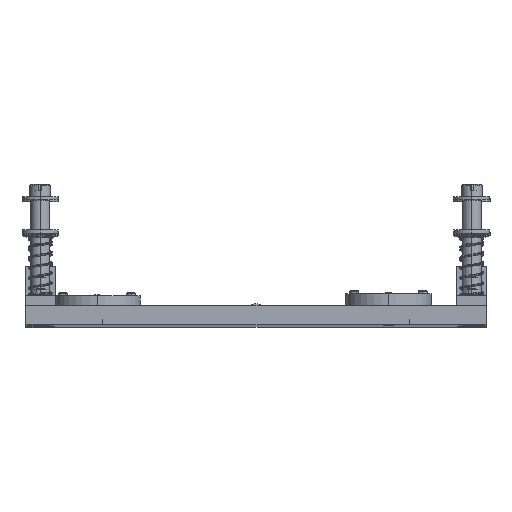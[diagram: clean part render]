
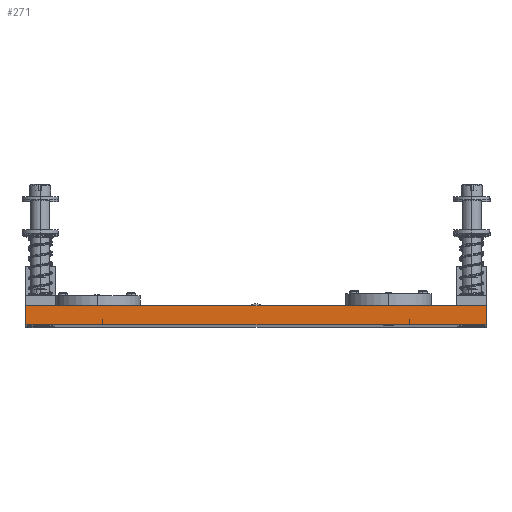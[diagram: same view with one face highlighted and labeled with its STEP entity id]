
A CAD part, top view. The second image highlights one B-rep face of the part: STEP entity #271.
In plain terms, the highlighted planar face has unit normal (0, 0, 1).
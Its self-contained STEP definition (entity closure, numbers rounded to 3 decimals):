
#207 = CARTESIAN_POINT ( 'NONE',  ( -119.75, 3.175, 24.15 ) ) ;
#271 = ADVANCED_FACE ( 'NONE', ( #8623 ), #12812, .F. ) ;
#310 = VERTEX_POINT ( 'NONE', #12705 ) ;
#311 = CARTESIAN_POINT ( 'NONE',  ( -119.75, 3.175, 24.15 ) ) ;
#558 = ORIENTED_EDGE ( 'NONE', *, *, #10901, .F. ) ;
#944 = VECTOR ( 'NONE', #6522, 1000. ) ;
#1150 = ORIENTED_EDGE ( 'NONE', *, *, #13750, .T. ) ;
#1321 = VECTOR ( 'NONE', #4870, 1000. ) ;
#1361 = VERTEX_POINT ( 'NONE', #5414 ) ;
#2035 = VERTEX_POINT ( 'NONE', #14858 ) ;
#2585 = CARTESIAN_POINT ( 'NONE',  ( 32.25, 3.175, 24.15 ) ) ;
#2693 = VECTOR ( 'NONE', #12189, 1000. ) ;
#3338 = AXIS2_PLACEMENT_3D ( 'NONE', #11708, #11505, #6704 ) ;
#3625 = LINE ( 'NONE', #9045, #1321 ) ;
#3978 = ORIENTED_EDGE ( 'NONE', *, *, #6662, .T. ) ;
#4870 = DIRECTION ( 'NONE',  ( 1., 0., 0. ) ) ;
#5118 = EDGE_LOOP ( 'NONE', ( #1150, #13224, #558, #3978 ) ) ;
#5414 = CARTESIAN_POINT ( 'NONE',  ( 32.25, 3.175, 24.15 ) ) ;
#5695 = LINE ( 'NONE', #207, #5884 ) ;
#5884 = VECTOR ( 'NONE', #10060, 1000. ) ;
#6449 = EDGE_CURVE ( 'NONE', #1361, #2035, #8721, .T. ) ;
#6522 = DIRECTION ( 'NONE',  ( 0., -1., 0. ) ) ;
#6662 = EDGE_CURVE ( 'NONE', #11025, #310, #15313, .T. ) ;
#6704 = DIRECTION ( 'NONE',  ( -1., 0., 0. ) ) ;
#8623 = FACE_OUTER_BOUND ( 'NONE', #5118, .T. ) ;
#8721 = LINE ( 'NONE', #2585, #2693 ) ;
#9045 = CARTESIAN_POINT ( 'NONE',  ( -119.75, -3.175, 24.15 ) ) ;
#10060 = DIRECTION ( 'NONE',  ( 1., 0., 0. ) ) ;
#10901 = EDGE_CURVE ( 'NONE', #11025, #1361, #5695, .T. ) ;
#11025 = VERTEX_POINT ( 'NONE', #311 ) ;
#11379 = CARTESIAN_POINT ( 'NONE',  ( -119.75, 3.175, 24.15 ) ) ;
#11505 = DIRECTION ( 'NONE',  ( 0., 0., -1. ) ) ;
#11708 = CARTESIAN_POINT ( 'NONE',  ( -119.75, 3.175, 24.15 ) ) ;
#12189 = DIRECTION ( 'NONE',  ( 0., -1., 0. ) ) ;
#12705 = CARTESIAN_POINT ( 'NONE',  ( -119.75, -3.175, 24.15 ) ) ;
#12812 = PLANE ( 'NONE',  #3338 ) ;
#13224 = ORIENTED_EDGE ( 'NONE', *, *, #6449, .F. ) ;
#13750 = EDGE_CURVE ( 'NONE', #310, #2035, #3625, .T. ) ;
#14858 = CARTESIAN_POINT ( 'NONE',  ( 32.25, -3.175, 24.15 ) ) ;
#15313 = LINE ( 'NONE', #11379, #944 ) ;
